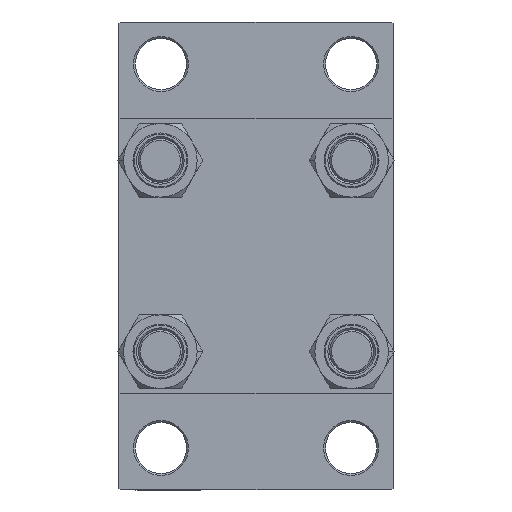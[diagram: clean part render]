
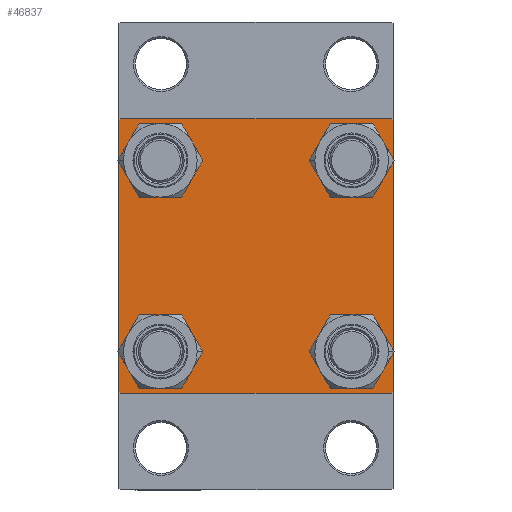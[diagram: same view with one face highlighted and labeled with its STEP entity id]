
A CAD part, left-side view. The second image highlights one B-rep face of the part: STEP entity #46837.
In plain terms, the highlighted planar face has unit normal (-1, 0, 0).
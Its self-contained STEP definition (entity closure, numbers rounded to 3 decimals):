
#170 = AXIS2_PLACEMENT_3D ( 'NONE', #35896, #6897, #43100 ) ;
#935 = EDGE_LOOP ( 'NONE', ( #45481, #23186 ) ) ;
#2494 = ORIENTED_EDGE ( 'NONE', *, *, #29662, .T. ) ;
#2515 = VERTEX_POINT ( 'NONE', #16495 ) ;
#2895 = VERTEX_POINT ( 'NONE', #21943 ) ;
#2913 = ORIENTED_EDGE ( 'NONE', *, *, #28704, .T. ) ;
#3422 = PLANE ( 'NONE',  #31950 ) ;
#3528 = ORIENTED_EDGE ( 'NONE', *, *, #33504, .T. ) ;
#3944 = CARTESIAN_POINT ( 'NONE',  ( 0., 37.5, 37.5 ) ) ;
#4557 = DIRECTION ( 'NONE',  ( 0., 0., 1. ) ) ;
#5015 = CARTESIAN_POINT ( 'NONE',  ( 0., 26.15, -26.15 ) ) ;
#5168 = AXIS2_PLACEMENT_3D ( 'NONE', #31140, #45777, #40218 ) ;
#5726 = CARTESIAN_POINT ( 'NONE',  ( 0., -26.15, -26.15 ) ) ;
#5796 = DIRECTION ( 'NONE',  ( 0., -1., 0. ) ) ;
#6673 = DIRECTION ( 'NONE',  ( 1., 0., 0. ) ) ;
#6870 = ORIENTED_EDGE ( 'NONE', *, *, #19558, .T. ) ;
#6897 = DIRECTION ( 'NONE',  ( 1., 0., 0. ) ) ;
#7235 = DIRECTION ( 'NONE',  ( 0., -0.707, 0.707 ) ) ;
#7318 = EDGE_CURVE ( 'NONE', #32047, #34767, #14697, .T. ) ;
#8455 = CARTESIAN_POINT ( 'NONE',  ( 0., -26.15, 26.15 ) ) ;
#8858 = CARTESIAN_POINT ( 'NONE',  ( 0., -26.15, 19.65 ) ) ;
#9348 = EDGE_LOOP ( 'NONE', ( #42852, #44079 ) ) ;
#9422 = CARTESIAN_POINT ( 'NONE',  ( 0., 37., 37.5 ) ) ;
#9893 = FACE_BOUND ( 'NONE', #15101, .T. ) ;
#10454 = LINE ( 'NONE', #39950, #23403 ) ;
#10817 = CARTESIAN_POINT ( 'NONE',  ( 0., -37.25, -37.25 ) ) ;
#10931 = EDGE_LOOP ( 'NONE', ( #25869, #3528, #13723, #2494, #43872, #38009, #46839, #2913 ) ) ;
#11083 = VERTEX_POINT ( 'NONE', #40154 ) ;
#11086 = VERTEX_POINT ( 'NONE', #36304 ) ;
#11115 = LINE ( 'NONE', #3944, #39667 ) ;
#11383 = CARTESIAN_POINT ( 'NONE',  ( 0., 26.15, -26.15 ) ) ;
#12185 = EDGE_LOOP ( 'NONE', ( #14384, #6870 ) ) ;
#13252 = FACE_OUTER_BOUND ( 'NONE', #10931, .T. ) ;
#13723 = ORIENTED_EDGE ( 'NONE', *, *, #25804, .T. ) ;
#13964 = CARTESIAN_POINT ( 'NONE',  ( 0., 0., 0. ) ) ;
#14144 = CIRCLE ( 'NONE', #41711, 6.5 ) ;
#14384 = ORIENTED_EDGE ( 'NONE', *, *, #23757, .T. ) ;
#14697 = CIRCLE ( 'NONE', #170, 6.5 ) ;
#14970 = AXIS2_PLACEMENT_3D ( 'NONE', #17690, #32329, #21782 ) ;
#15101 = EDGE_LOOP ( 'NONE', ( #38261, #26482 ) ) ;
#16209 = CARTESIAN_POINT ( 'NONE',  ( 0., 26.15, -32.65 ) ) ;
#16495 = CARTESIAN_POINT ( 'NONE',  ( 0., 37., -37.5 ) ) ;
#16616 = AXIS2_PLACEMENT_3D ( 'NONE', #5726, #20336, #34964 ) ;
#16703 = CARTESIAN_POINT ( 'NONE',  ( 0., 26.15, 19.65 ) ) ;
#16874 = CARTESIAN_POINT ( 'NONE',  ( 0., -37.5, -37. ) ) ;
#17678 = VERTEX_POINT ( 'NONE', #9422 ) ;
#17690 = CARTESIAN_POINT ( 'NONE',  ( 0., 26.15, 26.15 ) ) ;
#18543 = DIRECTION ( 'NONE',  ( 0., 0., -1. ) ) ;
#18785 = CARTESIAN_POINT ( 'NONE',  ( 0., -37.5, 37.5 ) ) ;
#18863 = CARTESIAN_POINT ( 'NONE',  ( 0., 37.5, 37. ) ) ;
#19164 = EDGE_CURVE ( 'NONE', #11086, #32400, #30316, .T. ) ;
#19558 = EDGE_CURVE ( 'NONE', #34260, #20918, #42586, .T. ) ;
#20164 = VERTEX_POINT ( 'NONE', #16209 ) ;
#20336 = DIRECTION ( 'NONE',  ( 1., 0., 0. ) ) ;
#20777 = DIRECTION ( 'NONE',  ( 0., 0.707, 0.707 ) ) ;
#20918 = VERTEX_POINT ( 'NONE', #45968 ) ;
#21111 = VERTEX_POINT ( 'NONE', #28682 ) ;
#21782 = DIRECTION ( 'NONE',  ( 0., 0., 1. ) ) ;
#21943 = CARTESIAN_POINT ( 'NONE',  ( 0., -37., 37.5 ) ) ;
#22205 = CARTESIAN_POINT ( 'NONE',  ( 0., -37.5, 37. ) ) ;
#23186 = ORIENTED_EDGE ( 'NONE', *, *, #7318, .T. ) ;
#23403 = VECTOR ( 'NONE', #20777, 1000. ) ;
#23757 = EDGE_CURVE ( 'NONE', #20918, #34260, #25015, .T. ) ;
#24067 = VERTEX_POINT ( 'NONE', #22205 ) ;
#24223 = CARTESIAN_POINT ( 'NONE',  ( 0., 37.5, 37.5 ) ) ;
#24294 = VECTOR ( 'NONE', #18543, 1000. ) ;
#24669 = DIRECTION ( 'NONE',  ( 0., 0., 1. ) ) ;
#25015 = CIRCLE ( 'NONE', #26563, 6.5 ) ;
#25027 = VERTEX_POINT ( 'NONE', #16874 ) ;
#25059 = CIRCLE ( 'NONE', #5168, 6.5 ) ;
#25095 = EDGE_CURVE ( 'NONE', #24067, #25027, #37240, .T. ) ;
#25480 = LINE ( 'NONE', #10817, #47399 ) ;
#25804 = EDGE_CURVE ( 'NONE', #2515, #21111, #38626, .T. ) ;
#25869 = ORIENTED_EDGE ( 'NONE', *, *, #27883, .T. ) ;
#25916 = VECTOR ( 'NONE', #38650, 1000. ) ;
#26482 = ORIENTED_EDGE ( 'NONE', *, *, #46688, .T. ) ;
#26563 = AXIS2_PLACEMENT_3D ( 'NONE', #35442, #6673, #24669 ) ;
#26698 = DIRECTION ( 'NONE',  ( 1., 0., 0. ) ) ;
#27883 = EDGE_CURVE ( 'NONE', #30366, #11083, #37237, .T. ) ;
#27899 = DIRECTION ( 'NONE',  ( 0., 0., 1. ) ) ;
#28459 = EDGE_CURVE ( 'NONE', #17678, #2895, #11115, .T. ) ;
#28682 = CARTESIAN_POINT ( 'NONE',  ( 0., -37., -37.5 ) ) ;
#28704 = EDGE_CURVE ( 'NONE', #17678, #30366, #46343, .T. ) ;
#28763 = DIRECTION ( 'NONE',  ( 0., -0.707, -0.707 ) ) ;
#29662 = EDGE_CURVE ( 'NONE', #21111, #25027, #25480, .T. ) ;
#30316 = CIRCLE ( 'NONE', #14970, 6.5 ) ;
#30366 = VERTEX_POINT ( 'NONE', #18863 ) ;
#30430 = DIRECTION ( 'NONE',  ( 1., 0., 0. ) ) ;
#30478 = VECTOR ( 'NONE', #38831, 1000. ) ;
#30998 = CARTESIAN_POINT ( 'NONE',  ( 0., 37.25, 37.25 ) ) ;
#31140 = CARTESIAN_POINT ( 'NONE',  ( 0., 26.15, 26.15 ) ) ;
#31679 = CIRCLE ( 'NONE', #45450, 6.5 ) ;
#31950 = AXIS2_PLACEMENT_3D ( 'NONE', #13964, #38915, #27899 ) ;
#32047 = VERTEX_POINT ( 'NONE', #45150 ) ;
#32191 = FACE_BOUND ( 'NONE', #9348, .T. ) ;
#32329 = DIRECTION ( 'NONE',  ( 1., 0., 0. ) ) ;
#32400 = VERTEX_POINT ( 'NONE', #16703 ) ;
#32729 = VECTOR ( 'NONE', #5796, 1000. ) ;
#33183 = DIRECTION ( 'NONE',  ( 0., -1., 0. ) ) ;
#33504 = EDGE_CURVE ( 'NONE', #11083, #2515, #39531, .T. ) ;
#34169 = AXIS2_PLACEMENT_3D ( 'NONE', #8455, #26698, #41539 ) ;
#34260 = VERTEX_POINT ( 'NONE', #8858 ) ;
#34767 = VERTEX_POINT ( 'NONE', #41531 ) ;
#34964 = DIRECTION ( 'NONE',  ( 0., 0., 1. ) ) ;
#35260 = VERTEX_POINT ( 'NONE', #44572 ) ;
#35442 = CARTESIAN_POINT ( 'NONE',  ( 0., -26.15, 26.15 ) ) ;
#35896 = CARTESIAN_POINT ( 'NONE',  ( 0., -26.15, -26.15 ) ) ;
#36304 = CARTESIAN_POINT ( 'NONE',  ( 0., 26.15, 32.65 ) ) ;
#37237 = LINE ( 'NONE', #24223, #30478 ) ;
#37240 = LINE ( 'NONE', #18785, #24294 ) ;
#37665 = VECTOR ( 'NONE', #28763, 1000. ) ;
#37913 = CARTESIAN_POINT ( 'NONE',  ( 0., 37.5, -37.5 ) ) ;
#38009 = ORIENTED_EDGE ( 'NONE', *, *, #42929, .T. ) ;
#38220 = EDGE_CURVE ( 'NONE', #35260, #20164, #31679, .T. ) ;
#38261 = ORIENTED_EDGE ( 'NONE', *, *, #19164, .T. ) ;
#38626 = LINE ( 'NONE', #37913, #32729 ) ;
#38650 = DIRECTION ( 'NONE',  ( 0., 0.707, -0.707 ) ) ;
#38831 = DIRECTION ( 'NONE',  ( 0., 0., -1. ) ) ;
#38915 = DIRECTION ( 'NONE',  ( -1., 0., 0. ) ) ;
#39270 = DIRECTION ( 'NONE',  ( 1., 0., 0. ) ) ;
#39531 = LINE ( 'NONE', #47471, #37665 ) ;
#39667 = VECTOR ( 'NONE', #33183, 1000. ) ;
#39950 = CARTESIAN_POINT ( 'NONE',  ( 0., -37.25, 37.25 ) ) ;
#40154 = CARTESIAN_POINT ( 'NONE',  ( 0., 37.5, -37. ) ) ;
#40218 = DIRECTION ( 'NONE',  ( 0., 0., 1. ) ) ;
#40383 = CIRCLE ( 'NONE', #16616, 6.5 ) ;
#40651 = DIRECTION ( 'NONE',  ( 0., 0., 1. ) ) ;
#41262 = EDGE_CURVE ( 'NONE', #20164, #35260, #14144, .T. ) ;
#41531 = CARTESIAN_POINT ( 'NONE',  ( 0., -26.15, -19.65 ) ) ;
#41539 = DIRECTION ( 'NONE',  ( 0., 0., 1. ) ) ;
#41711 = AXIS2_PLACEMENT_3D ( 'NONE', #11383, #39270, #40651 ) ;
#42586 = CIRCLE ( 'NONE', #34169, 6.5 ) ;
#42755 = FACE_BOUND ( 'NONE', #935, .T. ) ;
#42852 = ORIENTED_EDGE ( 'NONE', *, *, #38220, .T. ) ;
#42929 = EDGE_CURVE ( 'NONE', #24067, #2895, #10454, .T. ) ;
#43100 = DIRECTION ( 'NONE',  ( 0., 0., 1. ) ) ;
#43228 = FACE_BOUND ( 'NONE', #12185, .T. ) ;
#43872 = ORIENTED_EDGE ( 'NONE', *, *, #25095, .F. ) ;
#44079 = ORIENTED_EDGE ( 'NONE', *, *, #41262, .T. ) ;
#44572 = CARTESIAN_POINT ( 'NONE',  ( 0., 26.15, -19.65 ) ) ;
#45150 = CARTESIAN_POINT ( 'NONE',  ( 0., -26.15, -32.65 ) ) ;
#45450 = AXIS2_PLACEMENT_3D ( 'NONE', #5015, #30430, #4557 ) ;
#45481 = ORIENTED_EDGE ( 'NONE', *, *, #46597, .T. ) ;
#45777 = DIRECTION ( 'NONE',  ( 1., 0., 0. ) ) ;
#45968 = CARTESIAN_POINT ( 'NONE',  ( 0., -26.15, 32.65 ) ) ;
#46343 = LINE ( 'NONE', #30998, #25916 ) ;
#46597 = EDGE_CURVE ( 'NONE', #34767, #32047, #40383, .T. ) ;
#46688 = EDGE_CURVE ( 'NONE', #32400, #11086, #25059, .T. ) ;
#46837 = ADVANCED_FACE ( 'NONE', ( #43228, #42755, #32191, #9893, #13252 ), #3422, .T. ) ;
#46839 = ORIENTED_EDGE ( 'NONE', *, *, #28459, .F. ) ;
#47399 = VECTOR ( 'NONE', #7235, 1000. ) ;
#47471 = CARTESIAN_POINT ( 'NONE',  ( 0., 37.25, -37.25 ) ) ;
